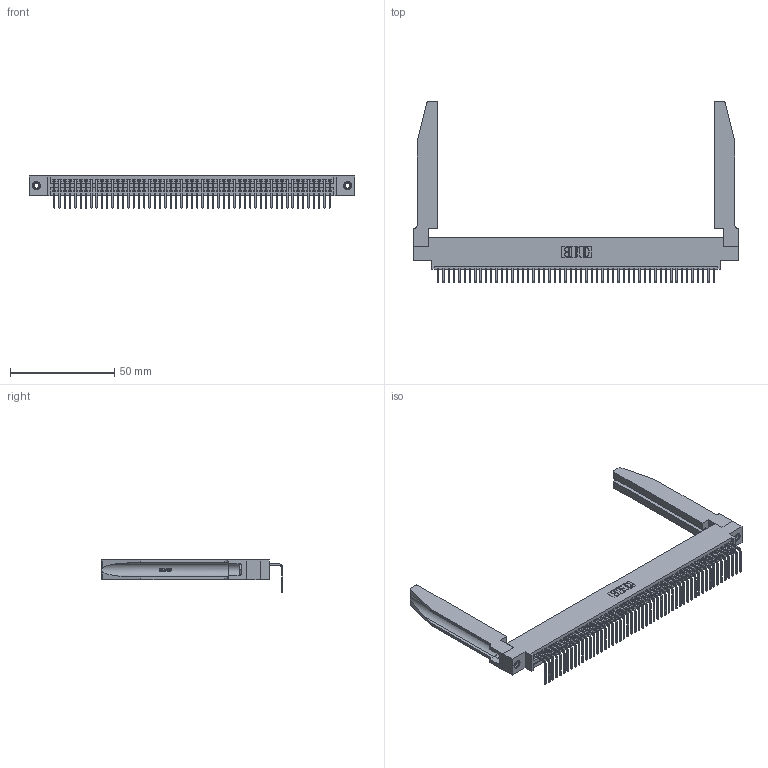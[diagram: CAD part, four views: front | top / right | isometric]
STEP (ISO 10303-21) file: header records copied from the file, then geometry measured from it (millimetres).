
FILE_DESCRIPTION (( 'STEP AP203' ), '1' );
FILE_NAME ('395-053-558-678.STEP', '2019-10-11T14:34:11', ( '' ), ( '' ), 'SwSTEP 2.0', 'SolidWorks 2016', '' );
FILE_SCHEMA (( 'CONFIG_CONTROL_DESIGN' ));
Length unit declared in the file: inch
Products named in the file (5): 345 Part_0.170 Offset - 0.156 Dia-TH; 345-292-001_558 Tail - 2; 345-250-001_345-250-001-102; 345-220-078_345-220-078; 395-053-558-678
Assembly tree (58 placements, depth 2):
  395-053-558-678
    345 Part_0.170 Offset - 0.156 Dia-TH
    345-292-001_558 Tail - 2  x53
    345-250-001_345-250-001-102  x2
    345-220-078_345-220-078  x2
Bounding box: 155.85 x 87.11 x 15.37 mm (x, y, z)
Volume: 22727 mm3; surface area: 28035.1 mm2
Topology: 58 solids, 58 shells, 3544 faces, 10607 edges, 6990 vertices
Faces by surface type: plane 2452, cylinder 1040, bspline 36, cone 12, torus 4
Entity records: 43364 total; most frequent: CARTESIAN_POINT 8410, ORIENTED_EDGE 7294, DIRECTION 6335, EDGE_CURVE 3647, LINE 3209, VECTOR 3209, VERTEX_POINT 2424, AXIS2_PLACEMENT_3D 1563
